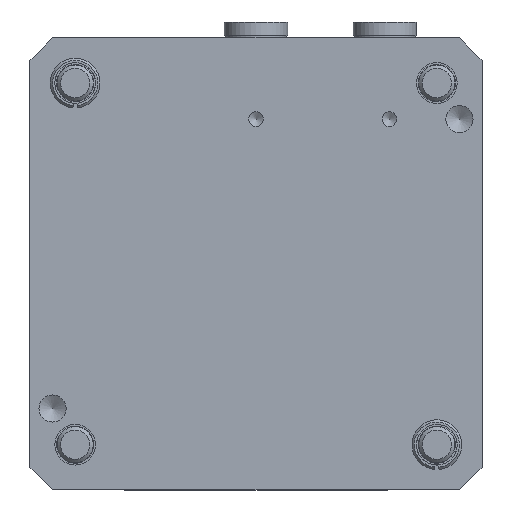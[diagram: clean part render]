
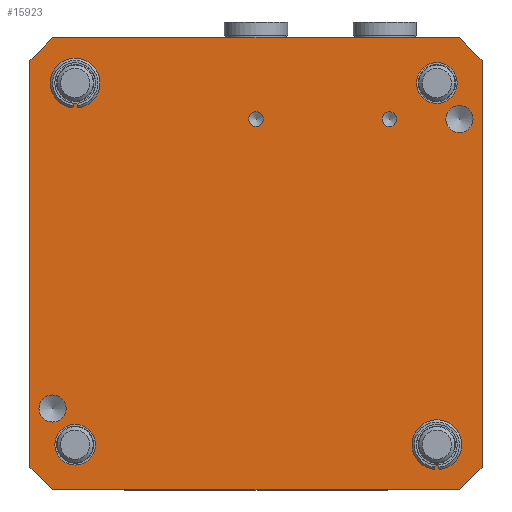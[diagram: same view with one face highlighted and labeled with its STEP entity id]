
A CAD part, front view. The second image highlights one B-rep face of the part: STEP entity #15923.
In plain terms, the highlighted planar face has unit normal (0, -1, 0).
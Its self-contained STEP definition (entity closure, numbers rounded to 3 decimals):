
#3331=CARTESIAN_POINT('',(39.521,0.0,4.521));
#3332=VERTEX_POINT('',#3331);
#3333=CARTESIAN_POINT('',(40.479,0.0,4.521));
#3334=VERTEX_POINT('',#3333);
#3335=CARTESIAN_POINT('',(40.,0.0,10.0));
#3336=DIRECTION('',(0.0,1.0,0.0));
#3337=DIRECTION('',(1.0,0.0,0.0));
#3338=AXIS2_PLACEMENT_3D('',#3335,#3336,#3337);
#3339=CIRCLE('',#3338,5.5);
#3340=EDGE_CURVE('',#3332,#3334,#3339,.T.);
#3373=CARTESIAN_POINT('',(39.608,0.0,5.517));
#3374=VERTEX_POINT('',#3373);
#3375=CARTESIAN_POINT('',(39.608,0.0,5.517));
#3376=DIRECTION('',(-0.087,0.0,-0.996));
#3377=VECTOR('',#3376,1.);
#3378=LINE('',#3375,#3377);
#3379=EDGE_CURVE('',#3374,#3332,#3378,.T.);
#3437=CARTESIAN_POINT('',(40.392,0.0,5.517));
#3438=VERTEX_POINT('',#3437);
#3439=CARTESIAN_POINT('',(40.479,0.0,4.521));
#3440=DIRECTION('',(-0.087,0.0,0.996));
#3441=VECTOR('',#3440,1.);
#3442=LINE('',#3439,#3441);
#3443=EDGE_CURVE('',#3334,#3438,#3442,.T.);
#3501=CARTESIAN_POINT('',(40.,0.0,10.0));
#3502=DIRECTION('',(0.0,1.0,0.0));
#3503=DIRECTION('',(1.0,0.0,0.0));
#3504=AXIS2_PLACEMENT_3D('',#3501,#3502,#3503);
#3505=CIRCLE('',#3504,4.5);
#3506=EDGE_CURVE('',#3438,#3374,#3505,.T.);
#3516=CARTESIAN_POINT('',(-40.479,0.0,84.521));
#3517=VERTEX_POINT('',#3516);
#3518=CARTESIAN_POINT('',(-39.521,0.0,84.521));
#3519=VERTEX_POINT('',#3518);
#3520=CARTESIAN_POINT('',(-40.,0.0,90.0));
#3521=DIRECTION('',(0.0,1.0,0.0));
#3522=DIRECTION('',(1.0,0.0,0.0));
#3523=AXIS2_PLACEMENT_3D('',#3520,#3521,#3522);
#3524=CIRCLE('',#3523,5.5);
#3525=EDGE_CURVE('',#3517,#3519,#3524,.T.);
#3558=CARTESIAN_POINT('',(-40.392,0.0,85.517));
#3559=VERTEX_POINT('',#3558);
#3560=CARTESIAN_POINT('',(-40.392,0.0,85.517));
#3561=DIRECTION('',(-0.087,0.0,-0.996));
#3562=VECTOR('',#3561,1.);
#3563=LINE('',#3560,#3562);
#3564=EDGE_CURVE('',#3559,#3517,#3563,.T.);
#3622=CARTESIAN_POINT('',(-39.608,0.0,85.517));
#3623=VERTEX_POINT('',#3622);
#3624=CARTESIAN_POINT('',(-39.521,0.0,84.521));
#3625=DIRECTION('',(-0.087,0.0,0.996));
#3626=VECTOR('',#3625,1.);
#3627=LINE('',#3624,#3626);
#3628=EDGE_CURVE('',#3519,#3623,#3627,.T.);
#3686=CARTESIAN_POINT('',(-40.,0.0,90.0));
#3687=DIRECTION('',(0.0,1.0,0.0));
#3688=DIRECTION('',(1.0,0.0,0.0));
#3689=AXIS2_PLACEMENT_3D('',#3686,#3687,#3688);
#3690=CIRCLE('',#3689,4.5);
#3691=EDGE_CURVE('',#3623,#3559,#3690,.T.);
#8777=CARTESIAN_POINT('',(31.121,0.0,82.0));
#8778=VERTEX_POINT('',#8777);
#8779=CARTESIAN_POINT('',(29.5,0.0,82.0));
#8780=DIRECTION('',(0.0,1.0,0.0));
#8781=DIRECTION('',(1.0,0.0,0.0));
#8782=AXIS2_PLACEMENT_3D('',#8779,#8780,#8781);
#8783=CIRCLE('',#8782,1.621);
#8784=EDGE_CURVE('',#8778,#8778,#8783,.T.);
#8814=CARTESIAN_POINT('',(1.621,0.0,82.0));
#8815=VERTEX_POINT('',#8814);
#8816=CARTESIAN_POINT('',(0.0,0.0,82.0));
#8817=DIRECTION('',(0.0,1.0,0.0));
#8818=DIRECTION('',(1.0,0.0,0.0));
#8819=AXIS2_PLACEMENT_3D('',#8816,#8817,#8818);
#8820=CIRCLE('',#8819,1.621);
#8821=EDGE_CURVE('',#8815,#8815,#8820,.T.);
#11843=CARTESIAN_POINT('',(-50.0,0.0,5.0));
#11844=VERTEX_POINT('',#11843);
#11853=CARTESIAN_POINT('',(-50.0,0.0,95.0));
#11854=VERTEX_POINT('',#11853);
#11855=CARTESIAN_POINT('',(-50.0,0.0,5.0));
#11856=DIRECTION('',(0.0,0.0,1.0));
#11857=VECTOR('',#11856,90.0);
#11858=LINE('',#11855,#11857);
#11859=EDGE_CURVE('',#11844,#11854,#11858,.T.);
#12190=CARTESIAN_POINT('',(50.0,0.,5.0));
#12191=VERTEX_POINT('',#12190);
#12206=CARTESIAN_POINT('',(50.0,0.,95.0));
#12207=VERTEX_POINT('',#12206);
#12214=CARTESIAN_POINT('',(50.0,0.,5.0));
#12215=DIRECTION('',(0.0,0.0,1.0));
#12216=VECTOR('',#12215,90.0);
#12217=LINE('',#12214,#12216);
#12218=EDGE_CURVE('',#12191,#12207,#12217,.T.);
#15180=CARTESIAN_POINT('',(-45.0,0.0,0.0));
#15181=VERTEX_POINT('',#15180);
#15188=CARTESIAN_POINT('',(-45.0,0.0,0.));
#15189=DIRECTION('',(-0.707,0.0,0.707));
#15190=VECTOR('',#15189,7.071);
#15191=LINE('',#15188,#15190);
#15192=EDGE_CURVE('',#15181,#11844,#15191,.T.);
#15243=CARTESIAN_POINT('',(45.0,0.0,0.0));
#15244=VERTEX_POINT('',#15243);
#15251=CARTESIAN_POINT('',(45.0,0.0,0.0));
#15252=DIRECTION('',(-1.0,0.0,0.0));
#15253=VECTOR('',#15252,90.0);
#15254=LINE('',#15251,#15253);
#15255=EDGE_CURVE('',#15244,#15181,#15254,.T.);
#15347=CARTESIAN_POINT('',(50.0,0.,5.));
#15348=DIRECTION('',(-0.707,0.0,-0.707));
#15349=VECTOR('',#15348,7.071);
#15350=LINE('',#15347,#15349);
#15351=EDGE_CURVE('',#12191,#15244,#15350,.T.);
#15452=CARTESIAN_POINT('',(-45.0,0.0,100.0));
#15453=VERTEX_POINT('',#15452);
#15454=CARTESIAN_POINT('',(-50.0,0.0,95.0));
#15455=DIRECTION('',(0.707,0.0,0.707));
#15456=VECTOR('',#15455,7.071);
#15457=LINE('',#15454,#15456);
#15458=EDGE_CURVE('',#11854,#15453,#15457,.T.);
#15477=CARTESIAN_POINT('',(45.0,0.0,100.0));
#15478=VERTEX_POINT('',#15477);
#15479=CARTESIAN_POINT('',(-45.0,0.0,100.0));
#15480=DIRECTION('',(1.0,0.0,0.0));
#15481=VECTOR('',#15480,90.0);
#15482=LINE('',#15479,#15481);
#15483=EDGE_CURVE('',#15453,#15478,#15482,.T.);
#15546=CARTESIAN_POINT('',(45.0,0.,100.0));
#15547=DIRECTION('',(0.707,0.0,-0.707));
#15548=VECTOR('',#15547,7.071);
#15549=LINE('',#15546,#15548);
#15550=EDGE_CURVE('',#15478,#12207,#15549,.T.);
#15578=CARTESIAN_POINT('',(48.0,0.0,82.0));
#15579=VERTEX_POINT('',#15578);
#15580=CARTESIAN_POINT('',(45.0,0.0,82.0));
#15581=DIRECTION('',(0.0,1.0,0.0));
#15582=DIRECTION('',(1.0,0.0,0.0));
#15583=AXIS2_PLACEMENT_3D('',#15580,#15581,#15582);
#15584=CIRCLE('',#15583,3.0);
#15585=EDGE_CURVE('',#15579,#15579,#15584,.T.);
#15615=CARTESIAN_POINT('',(-42.0,0.0,18.0));
#15616=VERTEX_POINT('',#15615);
#15617=CARTESIAN_POINT('',(-45.0,0.0,18.0));
#15618=DIRECTION('',(0.0,1.0,0.0));
#15619=DIRECTION('',(1.0,0.0,0.0));
#15620=AXIS2_PLACEMENT_3D('',#15617,#15618,#15619);
#15621=CIRCLE('',#15620,3.0);
#15622=EDGE_CURVE('',#15616,#15616,#15621,.T.);
#15731=CARTESIAN_POINT('',(-44.5,0.0,10.0));
#15732=VERTEX_POINT('',#15731);
#15733=CARTESIAN_POINT('',(-40.,0.0,10.0));
#15734=DIRECTION('',(0.0,1.0,0.0));
#15735=DIRECTION('',(1.0,0.0,0.0));
#15736=AXIS2_PLACEMENT_3D('',#15733,#15734,#15735);
#15737=CIRCLE('',#15736,4.5);
#15738=EDGE_CURVE('',#15732,#15732,#15737,.T.);
#15815=CARTESIAN_POINT('',(35.5,0.0,90.0));
#15816=VERTEX_POINT('',#15815);
#15817=CARTESIAN_POINT('',(40.,0.0,90.0));
#15818=DIRECTION('',(0.0,1.0,0.0));
#15819=DIRECTION('',(1.0,0.0,0.0));
#15820=AXIS2_PLACEMENT_3D('',#15817,#15818,#15819);
#15821=CIRCLE('',#15820,4.5);
#15822=EDGE_CURVE('',#15816,#15816,#15821,.T.);
#15878=CARTESIAN_POINT('',(-50.0,0.0,0.0));
#15879=DIRECTION('',(0.0,-1.0,0.0));
#15880=DIRECTION('',(1.0,0.0,0.0));
#15881=AXIS2_PLACEMENT_3D('',#15878,#15879,#15880);
#15882=PLANE('',#15881);
#15883=ORIENTED_EDGE('',*,*,#15192,.F.);
#15884=ORIENTED_EDGE('',*,*,#15255,.F.);
#15885=ORIENTED_EDGE('',*,*,#15351,.F.);
#15886=ORIENTED_EDGE('',*,*,#12218,.T.);
#15887=ORIENTED_EDGE('',*,*,#15550,.F.);
#15888=ORIENTED_EDGE('',*,*,#15483,.F.);
#15889=ORIENTED_EDGE('',*,*,#15458,.F.);
#15890=ORIENTED_EDGE('',*,*,#11859,.F.);
#15891=EDGE_LOOP('',(#15883,#15884,#15885,#15886,#15887,#15888,#15889,#15890));
#15892=FACE_OUTER_BOUND('',#15891,.T.);
#15893=ORIENTED_EDGE('',*,*,#3443,.T.);
#15894=ORIENTED_EDGE('',*,*,#3506,.T.);
#15895=ORIENTED_EDGE('',*,*,#3379,.T.);
#15896=ORIENTED_EDGE('',*,*,#3340,.T.);
#15897=EDGE_LOOP('',(#15893,#15894,#15895,#15896));
#15898=FACE_BOUND('',#15897,.T.);
#15899=ORIENTED_EDGE('',*,*,#3628,.T.);
#15900=ORIENTED_EDGE('',*,*,#3691,.T.);
#15901=ORIENTED_EDGE('',*,*,#3564,.T.);
#15902=ORIENTED_EDGE('',*,*,#3525,.T.);
#15903=EDGE_LOOP('',(#15899,#15900,#15901,#15902));
#15904=FACE_BOUND('',#15903,.T.);
#15905=ORIENTED_EDGE('',*,*,#8784,.T.);
#15906=EDGE_LOOP('',(#15905));
#15907=FACE_BOUND('',#15906,.T.);
#15908=ORIENTED_EDGE('',*,*,#8821,.T.);
#15909=EDGE_LOOP('',(#15908));
#15910=FACE_BOUND('',#15909,.T.);
#15911=ORIENTED_EDGE('',*,*,#15585,.T.);
#15912=EDGE_LOOP('',(#15911));
#15913=FACE_BOUND('',#15912,.T.);
#15914=ORIENTED_EDGE('',*,*,#15622,.T.);
#15915=EDGE_LOOP('',(#15914));
#15916=FACE_BOUND('',#15915,.T.);
#15917=ORIENTED_EDGE('',*,*,#15738,.T.);
#15918=EDGE_LOOP('',(#15917));
#15919=FACE_BOUND('',#15918,.T.);
#15920=ORIENTED_EDGE('',*,*,#15822,.T.);
#15921=EDGE_LOOP('',(#15920));
#15922=FACE_BOUND('',#15921,.T.);
#15923=ADVANCED_FACE('',(#15892,#15898,#15904,#15907,#15910,#15913,#15916,#15919,#15922),#15882,.T.);
